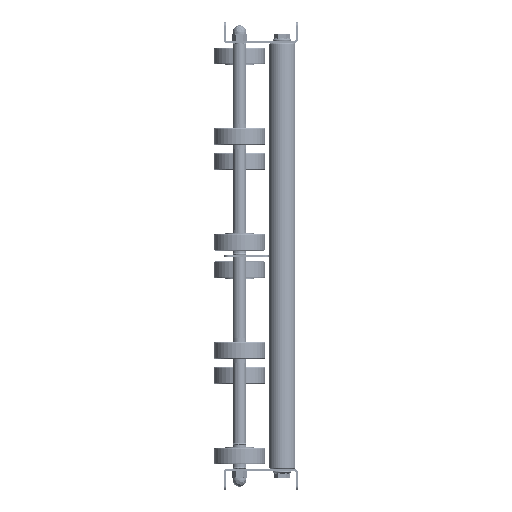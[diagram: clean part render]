
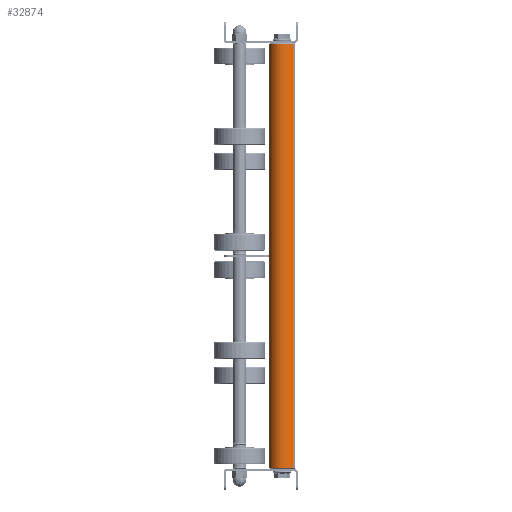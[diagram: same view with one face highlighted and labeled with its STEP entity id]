
A CAD part, left-side view. The second image highlights one B-rep face of the part: STEP entity #32874.
In plain terms, the highlighted cylindrical face has radius 12.5 mm (diameter 25 mm), a partial arc.
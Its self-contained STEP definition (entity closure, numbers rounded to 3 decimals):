
#790 = CARTESIAN_POINT ( 'NONE',  ( 1., 0., 0. ) ) ;
#1129 = CARTESIAN_POINT ( 'NONE',  ( 400., 0., -12.5 ) ) ;
#4868 = DIRECTION ( 'NONE',  ( -1., 0., 0. ) ) ;
#6317 = CARTESIAN_POINT ( 'NONE',  ( 400., 0., 12.5 ) ) ;
#6757 = ORIENTED_EDGE ( 'NONE', *, *, #19639, .T. ) ;
#7091 = VERTEX_POINT ( 'NONE', #41896 ) ;
#7474 = CIRCLE ( 'NONE', #14269, 12.5 ) ;
#10096 = ORIENTED_EDGE ( 'NONE', *, *, #13012, .T. ) ;
#10366 = DIRECTION ( 'NONE',  ( -1., 0., 0. ) ) ;
#12741 = VECTOR ( 'NONE', #41275, 1000. ) ;
#13012 = EDGE_CURVE ( 'NONE', #45152, #16221, #20794, .T. ) ;
#13605 = VERTEX_POINT ( 'NONE', #38661 ) ;
#13982 = AXIS2_PLACEMENT_3D ( 'NONE', #790, #45197, #33225 ) ;
#14269 = AXIS2_PLACEMENT_3D ( 'NONE', #29327, #4868, #21600 ) ;
#14361 = DIRECTION ( 'NONE',  ( 0., 0., 1. ) ) ;
#14893 = CARTESIAN_POINT ( 'NONE',  ( 400., 0., 0. ) ) ;
#15528 = CARTESIAN_POINT ( 'NONE',  ( 1., 0., -12.5 ) ) ;
#16221 = VERTEX_POINT ( 'NONE', #15528 ) ;
#18354 = FACE_OUTER_BOUND ( 'NONE', #23075, .T. ) ;
#19639 = EDGE_CURVE ( 'NONE', #7091, #13605, #7474, .T. ) ;
#20794 = CIRCLE ( 'NONE', #13982, 12.5 ) ;
#21600 = DIRECTION ( 'NONE',  ( 0., 0., -1. ) ) ;
#22546 = DIRECTION ( 'NONE',  ( -1., 0., 0. ) ) ;
#23075 = EDGE_LOOP ( 'NONE', ( #32070, #6757, #33408, #10096 ) ) ;
#24602 = CARTESIAN_POINT ( 'NONE',  ( 1., 0., 12.5 ) ) ;
#29327 = CARTESIAN_POINT ( 'NONE',  ( 399., 0., 0. ) ) ;
#32070 = ORIENTED_EDGE ( 'NONE', *, *, #45912, .F. ) ;
#32874 = ADVANCED_FACE ( 'NONE', ( #18354 ), #50815, .T. ) ;
#33225 = DIRECTION ( 'NONE',  ( 0., 0., -1. ) ) ;
#33274 = EDGE_CURVE ( 'NONE', #13605, #45152, #35601, .T. ) ;
#33408 = ORIENTED_EDGE ( 'NONE', *, *, #33274, .T. ) ;
#35601 = LINE ( 'NONE', #6317, #42397 ) ;
#38661 = CARTESIAN_POINT ( 'NONE',  ( 399., 0., 12.5 ) ) ;
#41275 = DIRECTION ( 'NONE',  ( -1., 0., 0. ) ) ;
#41896 = CARTESIAN_POINT ( 'NONE',  ( 399., 0., -12.5 ) ) ;
#42397 = VECTOR ( 'NONE', #22546, 1000. ) ;
#45152 = VERTEX_POINT ( 'NONE', #24602 ) ;
#45197 = DIRECTION ( 'NONE',  ( 1., 0., 0. ) ) ;
#45805 = LINE ( 'NONE', #1129, #12741 ) ;
#45912 = EDGE_CURVE ( 'NONE', #7091, #16221, #45805, .T. ) ;
#50815 = CYLINDRICAL_SURFACE ( 'NONE', #51714, 12.5 ) ;
#51714 = AXIS2_PLACEMENT_3D ( 'NONE', #14893, #10366, #14361 ) ;
